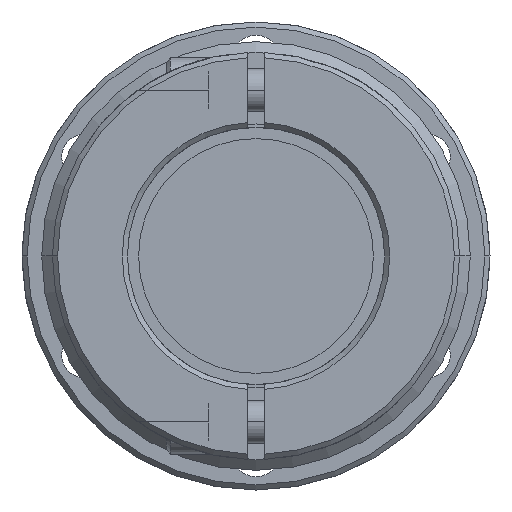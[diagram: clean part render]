
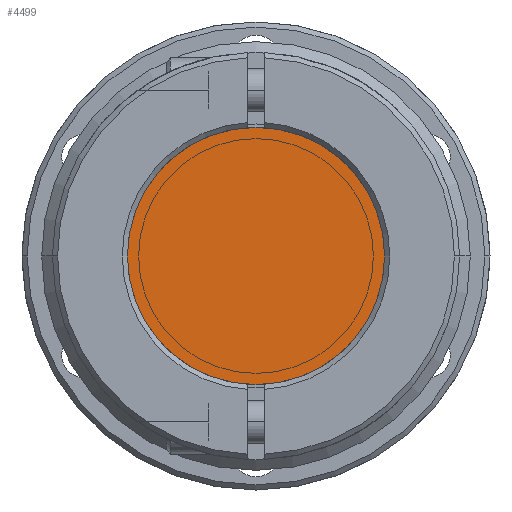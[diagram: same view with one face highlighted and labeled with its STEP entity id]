
A CAD part, left-side view. The second image highlights one B-rep face of the part: STEP entity #4499.
In plain terms, the highlighted planar face has unit normal (-1, 0, 0).
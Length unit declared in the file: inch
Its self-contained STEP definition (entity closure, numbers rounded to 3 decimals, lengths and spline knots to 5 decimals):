
#1451 = DIRECTION ( 'NONE',  ( 0., 0., 1. ) ) ;
#1453 = DIRECTION ( 'NONE',  ( -1., 0., 0. ) ) ;
#1456 = CARTESIAN_POINT ( 'NONE',  ( -19.3365, 0., 0. ) ) ;
#1458 = DIRECTION ( 'NONE',  ( 0., 0., 1. ) ) ;
#1462 = DIRECTION ( 'NONE',  ( -1., 0., 0. ) ) ;
#1468 = CARTESIAN_POINT ( 'NONE',  ( -19.3365, 0., 0. ) ) ;
#4499 = ADVANCED_FACE ( 'NONE', ( #5846 ), #20155, .T. ) ;
#4804 = VERTEX_POINT ( 'NONE', #21375 ) ;
#4810 = VERTEX_POINT ( 'NONE', #21369 ) ;
#5846 = FACE_OUTER_BOUND ( 'NONE', #19586, .T. ) ;
#13980 = CIRCLE ( 'NONE', #21830, 0.75 ) ;
#13981 = CIRCLE ( 'NONE', #21828, 0.75 ) ;
#16651 = EDGE_CURVE ( 'NONE', #4804, #4810, #13980, .T. ) ;
#16652 = EDGE_CURVE ( 'NONE', #4810, #4804, #13981, .T. ) ;
#18149 = AXIS2_PLACEMENT_3D ( 'NONE', #20168, #21670, #21669 ) ;
#19063 = ORIENTED_EDGE ( 'NONE', *, *, #16652, .T. ) ;
#19064 = ORIENTED_EDGE ( 'NONE', *, *, #16651, .T. ) ;
#19586 = EDGE_LOOP ( 'NONE', ( #19063, #19064 ) ) ;
#20155 = PLANE ( 'NONE',  #18149 ) ;
#20168 = CARTESIAN_POINT ( 'NONE',  ( -19.3365, 0., 0. ) ) ;
#21369 = CARTESIAN_POINT ( 'NONE',  ( -19.3365, 0., 0.75 ) ) ;
#21375 = CARTESIAN_POINT ( 'NONE',  ( -19.3365, 0., -0.75 ) ) ;
#21669 = DIRECTION ( 'NONE',  ( 0., 0., 1. ) ) ;
#21670 = DIRECTION ( 'NONE',  ( -1., 0., 0. ) ) ;
#21828 = AXIS2_PLACEMENT_3D ( 'NONE', #1456, #1453, #1451 ) ;
#21830 = AXIS2_PLACEMENT_3D ( 'NONE', #1468, #1462, #1458 ) ;
